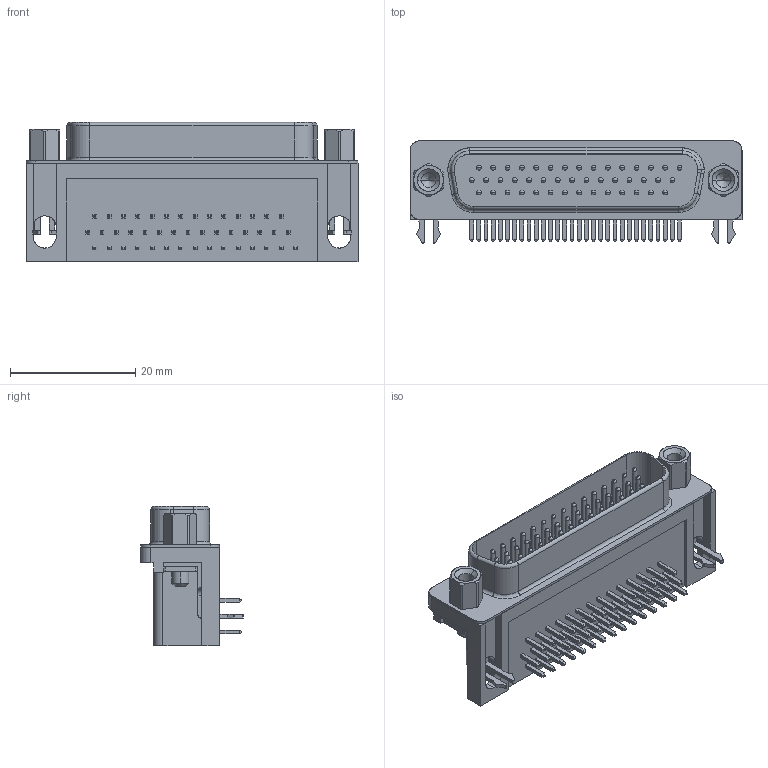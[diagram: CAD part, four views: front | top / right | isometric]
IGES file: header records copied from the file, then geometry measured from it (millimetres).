
Start section: SolidWorks IGES file using analytic representation for surfaces
Global section: file name: CKelleher'K66X(HT)-B44P-NJ_rA4.IGS; native system: SolidWorks 2007; preprocessor: SolidWorks 2007; author: Ckelleher; date: 120206.165253; units: millimetre
Bounding box: 53.04 x 16.3 x 22.22 mm (x, y, z)
Surface area: 6029.1 mm2 (no closed solid volume)
Topology: 0 solids, 0 shells, 837 faces, 5436 edges, 5344 vertices
Faces by surface type: bspline 529, revolution 308
